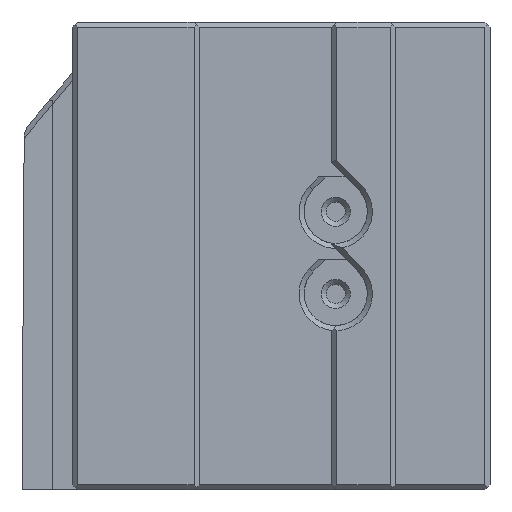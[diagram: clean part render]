
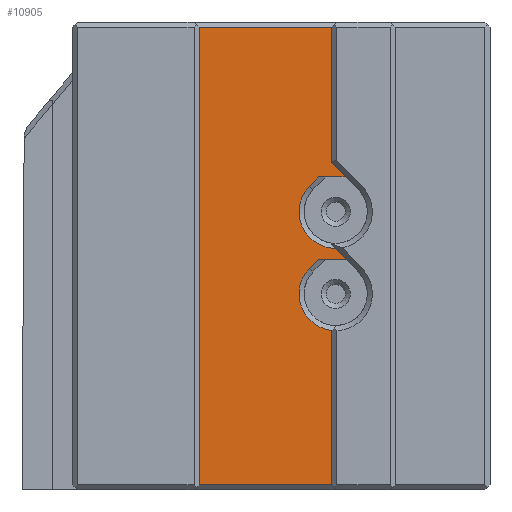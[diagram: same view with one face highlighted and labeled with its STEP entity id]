
A CAD part, left-side view. The second image highlights one B-rep face of the part: STEP entity #10905.
In plain terms, the highlighted planar face has unit normal (-1, 0, 0).
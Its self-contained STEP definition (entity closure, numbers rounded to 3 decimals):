
#244=PLANE('',#11617);
#835=LINE('',#16108,#2105);
#912=LINE('',#16348,#2182);
#913=LINE('',#16351,#2183);
#918=LINE('',#16363,#2188);
#919=LINE('',#16364,#2189);
#920=LINE('',#16368,#2190);
#921=LINE('',#16370,#2191);
#922=LINE('',#16372,#2192);
#923=LINE('',#16376,#2193);
#924=LINE('',#16378,#2194);
#925=LINE('',#16379,#2195);
#2105=VECTOR('',#12794,10.);
#2182=VECTOR('',#12957,10.);
#2183=VECTOR('',#12960,10.);
#2188=VECTOR('',#12969,10.);
#2189=VECTOR('',#12970,10.);
#2190=VECTOR('',#12973,10.);
#2191=VECTOR('',#12974,10.);
#2192=VECTOR('',#12975,10.);
#2193=VECTOR('',#12978,10.);
#2194=VECTOR('',#12979,10.);
#2195=VECTOR('',#12980,10.);
#3369=FACE_OUTER_BOUND('',#3993,.T.);
#3993=EDGE_LOOP('',(#8069,#8070,#8071,#8072,#8073,#8074,#8075,#8076,#8077,
#8078,#8079,#8080,#8081));
#4587=CIRCLE('',#11618,2.9);
#4588=CIRCLE('',#11619,2.9);
#5025=VERTEX_POINT('',#16103);
#5026=VERTEX_POINT('',#16107);
#5073=VERTEX_POINT('',#16287);
#5084=VERTEX_POINT('',#16322);
#5093=VERTEX_POINT('',#16350);
#5098=VERTEX_POINT('',#16362);
#5099=VERTEX_POINT('',#16365);
#5100=VERTEX_POINT('',#16367);
#5101=VERTEX_POINT('',#16369);
#5102=VERTEX_POINT('',#16371);
#5103=VERTEX_POINT('',#16373);
#5104=VERTEX_POINT('',#16375);
#5105=VERTEX_POINT('',#16377);
#6138=EDGE_CURVE('',#5026,#5025,#835,.T.);
#6233=EDGE_CURVE('',#5084,#5073,#912,.T.);
#6234=EDGE_CURVE('',#5093,#5073,#913,.T.);
#6240=EDGE_CURVE('',#5098,#5084,#918,.T.);
#6241=EDGE_CURVE('',#5026,#5098,#919,.T.);
#6242=EDGE_CURVE('',#5099,#5025,#4587,.T.);
#6243=EDGE_CURVE('',#5100,#5099,#920,.T.);
#6244=EDGE_CURVE('',#5101,#5100,#921,.T.);
#6245=EDGE_CURVE('',#5102,#5101,#922,.T.);
#6246=EDGE_CURVE('',#5103,#5102,#4588,.T.);
#6247=EDGE_CURVE('',#5104,#5103,#923,.T.);
#6248=EDGE_CURVE('',#5105,#5104,#924,.T.);
#6249=EDGE_CURVE('',#5093,#5105,#925,.T.);
#8069=ORIENTED_EDGE('',*,*,#6233,.F.);
#8070=ORIENTED_EDGE('',*,*,#6240,.F.);
#8071=ORIENTED_EDGE('',*,*,#6241,.F.);
#8072=ORIENTED_EDGE('',*,*,#6138,.T.);
#8073=ORIENTED_EDGE('',*,*,#6242,.F.);
#8074=ORIENTED_EDGE('',*,*,#6243,.F.);
#8075=ORIENTED_EDGE('',*,*,#6244,.F.);
#8076=ORIENTED_EDGE('',*,*,#6245,.F.);
#8077=ORIENTED_EDGE('',*,*,#6246,.F.);
#8078=ORIENTED_EDGE('',*,*,#6247,.F.);
#8079=ORIENTED_EDGE('',*,*,#6248,.F.);
#8080=ORIENTED_EDGE('',*,*,#6249,.F.);
#8081=ORIENTED_EDGE('',*,*,#6234,.T.);
#10905=ADVANCED_FACE('',(#3369),#244,.T.);
#11617=AXIS2_PLACEMENT_3D('',#16361,#12967,#12968);
#11618=AXIS2_PLACEMENT_3D('',#16366,#12971,#12972);
#11619=AXIS2_PLACEMENT_3D('',#16374,#12976,#12977);
#12794=DIRECTION('',(0.,0.,1.));
#12957=DIRECTION('',(0.,-1.,0.));
#12960=DIRECTION('',(0.,0.,1.));
#12967=DIRECTION('center_axis',(-1.,0.,0.));
#12968=DIRECTION('ref_axis',(0.,-1.,0.));
#12969=DIRECTION('',(0.,0.,1.));
#12970=DIRECTION('',(0.,1.,0.));
#12971=DIRECTION('center_axis',(-1.,0.,0.));
#12972=DIRECTION('ref_axis',(0.,1.,0.));
#12973=DIRECTION('',(0.,0.693,-0.721));
#12974=DIRECTION('',(0.,1.,0.));
#12975=DIRECTION('',(0.,-0.693,-0.721));
#12976=DIRECTION('center_axis',(-1.,0.,0.));
#12977=DIRECTION('ref_axis',(0.,1.,0.));
#12978=DIRECTION('',(0.,0.693,-0.721));
#12979=DIRECTION('',(0.,1.,0.));
#12980=DIRECTION('',(0.,-0.693,-0.721));
#16103=CARTESIAN_POINT('',(233.575,23.,7.616));
#16107=CARTESIAN_POINT('',(233.575,23.,-4.6));
#16108=CARTESIAN_POINT('',(233.575,23.,-5.));
#16287=CARTESIAN_POINT('',(233.575,23.,31.6));
#16322=CARTESIAN_POINT('',(233.575,33.5,31.6));
#16348=CARTESIAN_POINT('',(233.575,33.5,31.6));
#16350=CARTESIAN_POINT('',(233.575,23.,20.921));
#16351=CARTESIAN_POINT('',(233.575,23.,-5.));
#16361=CARTESIAN_POINT('Origin',(233.575,33.5,-5.));
#16362=CARTESIAN_POINT('',(233.575,33.5,-4.6));
#16363=CARTESIAN_POINT('',(233.575,33.5,-5.));
#16364=CARTESIAN_POINT('',(233.575,33.5,-4.6));
#16365=CARTESIAN_POINT('',(233.575,24.791,12.509));
#16366=CARTESIAN_POINT('Origin',(233.575,22.7,10.5));
#16367=CARTESIAN_POINT('',(233.575,24.08,13.25));
#16368=CARTESIAN_POINT('',(233.575,30.766,6.289));
#16369=CARTESIAN_POINT('',(233.575,21.875,13.25));
#16370=CARTESIAN_POINT('',(233.575,22.288,13.25));
#16371=CARTESIAN_POINT('',(233.575,22.691,14.1));
#16372=CARTESIAN_POINT('',(233.575,23.924,15.384));
#16373=CARTESIAN_POINT('',(233.575,24.791,19.009));
#16374=CARTESIAN_POINT('Origin',(233.575,22.7,17.));
#16375=CARTESIAN_POINT('',(233.575,24.08,19.75));
#16376=CARTESIAN_POINT('',(233.575,32.389,11.099));
#16377=CARTESIAN_POINT('',(233.575,21.875,19.75));
#16378=CARTESIAN_POINT('',(233.575,22.288,19.75));
#16379=CARTESIAN_POINT('',(233.575,22.301,20.193));
